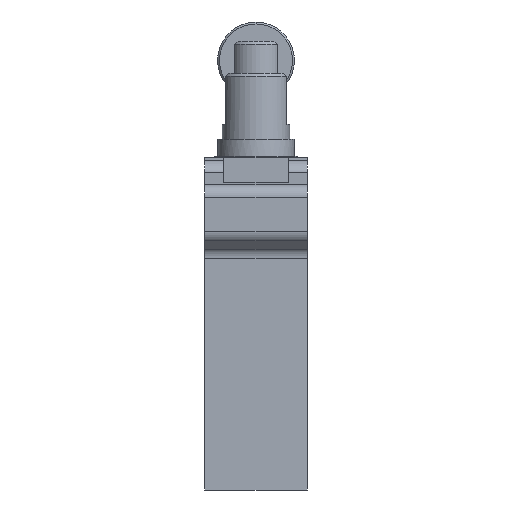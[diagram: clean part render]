
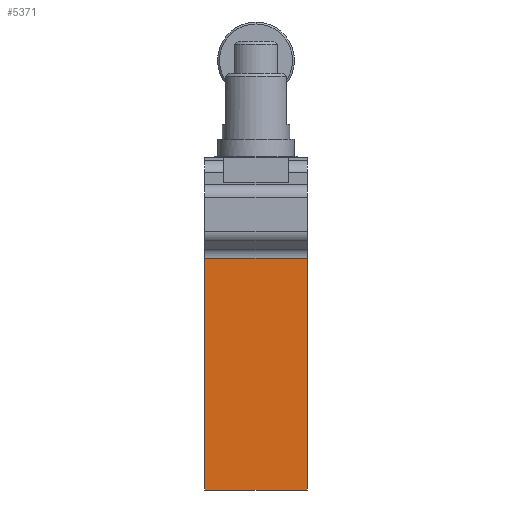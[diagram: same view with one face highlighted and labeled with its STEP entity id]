
A CAD part, left-side view. The second image highlights one B-rep face of the part: STEP entity #5371.
In plain terms, the highlighted planar face has unit normal (-1, 0, 0).
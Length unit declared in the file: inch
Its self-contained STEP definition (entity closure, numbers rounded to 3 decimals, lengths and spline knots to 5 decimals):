
#145 = CARTESIAN_POINT ( 'NONE',  ( -0.59055, -0.62992, -0.26687 ) ) ;
#254 = EDGE_CURVE ( 'NONE', #4320, #4605, #2008, .T. ) ;
#303 = CARTESIAN_POINT ( 'NONE',  ( -0.59055, 0., -1.69291 ) ) ;
#682 = CARTESIAN_POINT ( 'NONE',  ( -0.59055, 0., -1.69291 ) ) ;
#1061 = ORIENTED_EDGE ( 'NONE', *, *, #7179, .T. ) ;
#1459 = CARTESIAN_POINT ( 'NONE',  ( -0.59055, 0., -0.26687 ) ) ;
#1510 = VECTOR ( 'NONE', #6131, 39.37008 ) ;
#1774 = VERTEX_POINT ( 'NONE', #1459 ) ;
#2008 = LINE ( 'NONE', #6700, #1510 ) ;
#2510 = LINE ( 'NONE', #2933, #4134 ) ;
#2627 = VECTOR ( 'NONE', #5588, 39.37008 ) ;
#2824 = LINE ( 'NONE', #4517, #5439 ) ;
#2894 = CARTESIAN_POINT ( 'NONE',  ( -0.59055, 0., -1.5748 ) ) ;
#2933 = CARTESIAN_POINT ( 'NONE',  ( -0.59055, 0., -0.26687 ) ) ;
#3042 = PLANE ( 'NONE',  #7015 ) ;
#3302 = LINE ( 'NONE', #303, #2627 ) ;
#3612 = FACE_OUTER_BOUND ( 'NONE', #6318, .T. ) ;
#4134 = VECTOR ( 'NONE', #7014, 39.37008 ) ;
#4150 = DIRECTION ( 'NONE',  ( -1., 0., 0. ) ) ;
#4320 = VERTEX_POINT ( 'NONE', #6308 ) ;
#4447 = ORIENTED_EDGE ( 'NONE', *, *, #4971, .T. ) ;
#4517 = CARTESIAN_POINT ( 'NONE',  ( -0.59055, 0., -1.5748 ) ) ;
#4605 = VERTEX_POINT ( 'NONE', #145 ) ;
#4971 = EDGE_CURVE ( 'NONE', #1774, #6842, #2824, .T. ) ;
#5371 = ADVANCED_FACE ( 'NONE', ( #3612 ), #3042, .T. ) ;
#5439 = VECTOR ( 'NONE', #6801, 39.37008 ) ;
#5512 = EDGE_CURVE ( 'NONE', #6842, #4320, #3302, .T. ) ;
#5588 = DIRECTION ( 'NONE',  ( 0., -1., 0. ) ) ;
#5622 = ORIENTED_EDGE ( 'NONE', *, *, #5512, .T. ) ;
#5940 = ORIENTED_EDGE ( 'NONE', *, *, #254, .T. ) ;
#6131 = DIRECTION ( 'NONE',  ( 0., 0., 1. ) ) ;
#6308 = CARTESIAN_POINT ( 'NONE',  ( -0.59055, -0.62992, -1.69291 ) ) ;
#6318 = EDGE_LOOP ( 'NONE', ( #5622, #5940, #1061, #4447 ) ) ;
#6486 = DIRECTION ( 'NONE',  ( 0., 0., 1. ) ) ;
#6700 = CARTESIAN_POINT ( 'NONE',  ( -0.59055, -0.62992, -0.61024 ) ) ;
#6801 = DIRECTION ( 'NONE',  ( 0., 0., -1. ) ) ;
#6842 = VERTEX_POINT ( 'NONE', #682 ) ;
#7014 = DIRECTION ( 'NONE',  ( 0., 1., 0. ) ) ;
#7015 = AXIS2_PLACEMENT_3D ( 'NONE', #2894, #4150, #6486 ) ;
#7179 = EDGE_CURVE ( 'NONE', #4605, #1774, #2510, .T. ) ;
